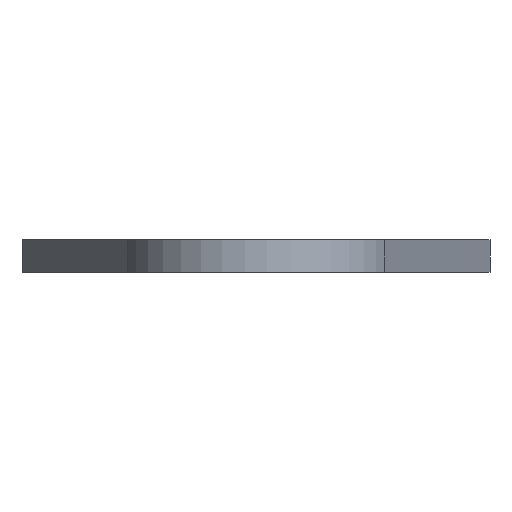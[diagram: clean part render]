
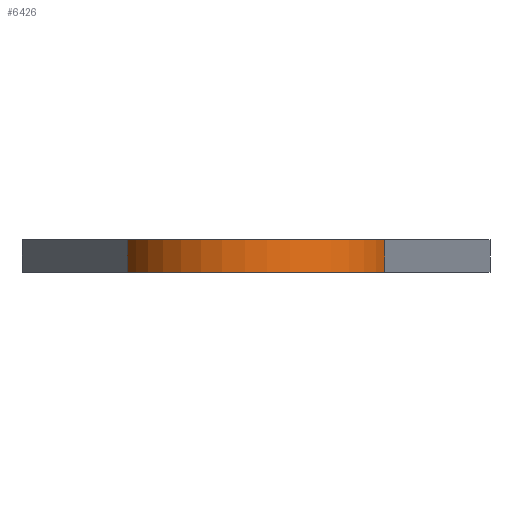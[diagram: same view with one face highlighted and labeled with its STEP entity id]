
A CAD part, left-side view. The second image highlights one B-rep face of the part: STEP entity #6426.
In plain terms, the highlighted cylindrical face has radius 75 mm (diameter 150 mm), a partial arc.
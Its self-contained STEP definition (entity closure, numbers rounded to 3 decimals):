
#607=FACE_OUTER_BOUND('',#987,.T.);
#987=EDGE_LOOP('',(#5952,#5953,#5954,#5955));
#1142=CIRCLE('',#6786,75.);
#1245=CIRCLE('',#6997,75.);
#1910=LINE('',#10799,#2566);
#1911=LINE('',#10801,#2567);
#2566=VECTOR('',#8914,10.);
#2567=VECTOR('',#8917,10.);
#2908=VERTEX_POINT('',#9963);
#2909=VERTEX_POINT('',#9965);
#3164=VERTEX_POINT('',#10685);
#3165=VERTEX_POINT('',#10687);
#3693=EDGE_CURVE('',#2909,#2908,#1142,.T.);
#4051=EDGE_CURVE('',#3164,#3165,#1245,.T.);
#4106=EDGE_CURVE('',#2909,#3164,#1910,.T.);
#4107=EDGE_CURVE('',#2908,#3165,#1911,.T.);
#5952=ORIENTED_EDGE('',*,*,#3693,.T.);
#5953=ORIENTED_EDGE('',*,*,#4107,.T.);
#5954=ORIENTED_EDGE('',*,*,#4051,.F.);
#5955=ORIENTED_EDGE('',*,*,#4106,.F.);
#6089=CYLINDRICAL_SURFACE('',#7047,75.);
#6426=ADVANCED_FACE('',(#607),#6089,.T.);
#6786=AXIS2_PLACEMENT_3D('',#9966,#8095,#8096);
#6997=AXIS2_PLACEMENT_3D('',#10688,#8772,#8773);
#7047=AXIS2_PLACEMENT_3D('',#10802,#8918,#8919);
#8095=DIRECTION('center_axis',(0.,0.,-1.));
#8096=DIRECTION('ref_axis',(1.,0.,0.));
#8772=DIRECTION('center_axis',(0.,0.,-1.));
#8773=DIRECTION('ref_axis',(1.,0.,0.));
#8914=DIRECTION('',(0.,0.,-1.));
#8917=DIRECTION('',(0.,0.,-1.));
#8918=DIRECTION('center_axis',(0.,0.,-1.));
#8919=DIRECTION('ref_axis',(-1.,0.,0.));
#9963=CARTESIAN_POINT('',(-22.877,71.426,0.));
#9965=CARTESIAN_POINT('',(-22.877,-71.426,0.));
#9966=CARTESIAN_POINT('Origin',(0.,0.,
0.));
#10685=CARTESIAN_POINT('',(-22.877,-71.426,-18.));
#10687=CARTESIAN_POINT('',(-22.877,71.426,-18.));
#10688=CARTESIAN_POINT('Origin',(0.,0.,
-18.));
#10799=CARTESIAN_POINT('',(-22.877,-71.426,0.));
#10801=CARTESIAN_POINT('',(-22.877,71.426,0.));
#10802=CARTESIAN_POINT('Origin',(0.,0.,
0.));
